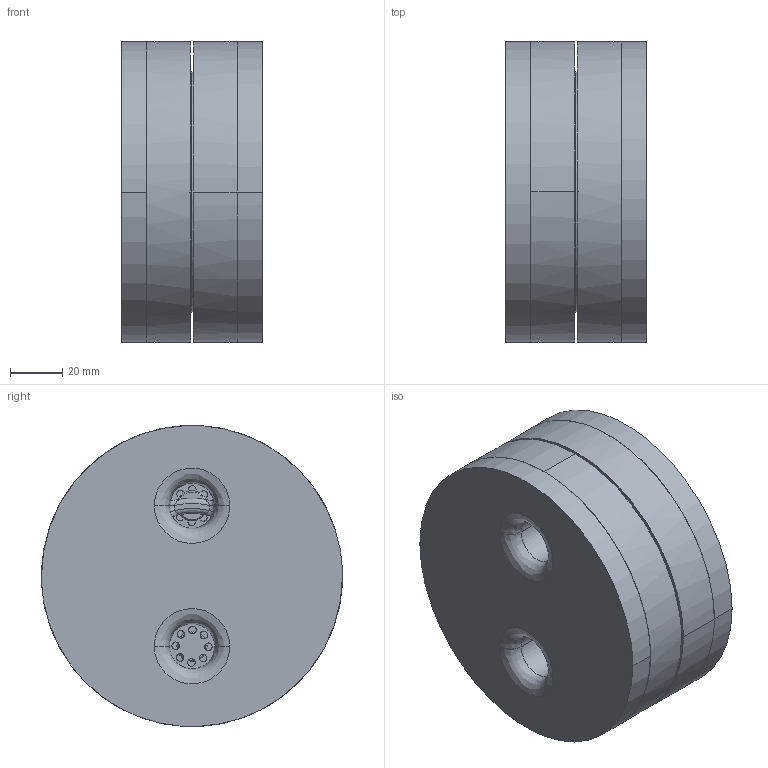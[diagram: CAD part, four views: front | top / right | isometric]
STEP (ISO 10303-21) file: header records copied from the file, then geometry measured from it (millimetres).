
FILE_DESCRIPTION(('FreeCAD Model'),'2;1');
FILE_NAME('Open CASCADE Shape Model','2025-04-27T07:32:18',('FreeCAD'),( 'FreeCAD'),'Open CASCADE STEP processor 7.6','FreeCAD','Unknown');
FILE_SCHEMA(('AUTOMOTIVE_DESIGN { 1 0 10303 214 1 1 1 1 }'));
Length unit declared in the file: millimetre
Products named in the file (1): Open CASCADE STEP translator 7.6 1
Bounding box: 53.54 x 114.74 x 114.74 mm (x, y, z)
Volume: 511354.4 mm3; surface area: 179975.5 mm2
Topology: 10 solids, 10 shells, 602 faces, 1540 edges, 922 vertices
Faces by surface type: bspline 602
Entity records: 19326 total; most frequent: CARTESIAN_POINT 11329, ORIENTED_EDGE 2864, EDGE_CURVE 1432, VERTEX_POINT 896, FACE_BOUND 724, EDGE_LOOP 724, B_SPLINE_CURVE_WITH_KNOTS 616, ADVANCED_FACE 576
